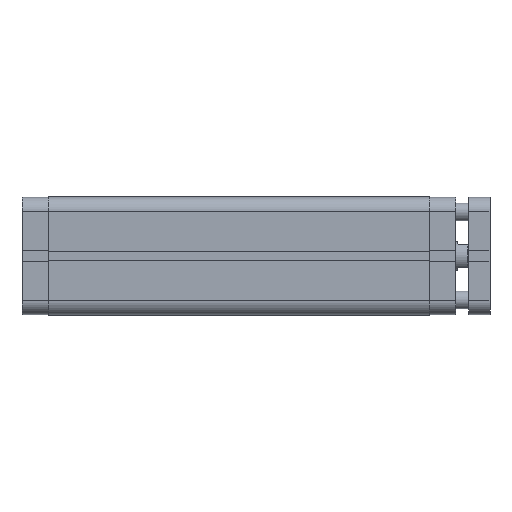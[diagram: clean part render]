
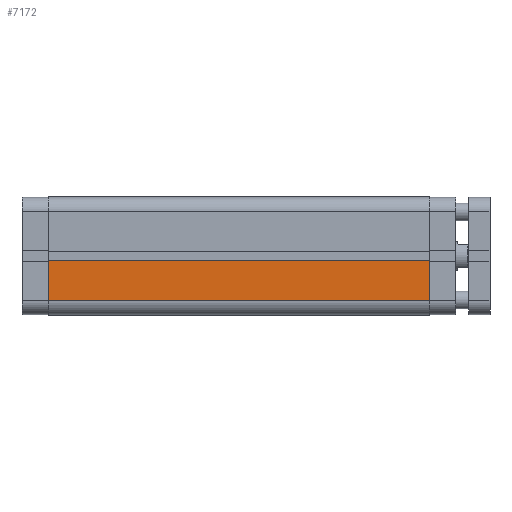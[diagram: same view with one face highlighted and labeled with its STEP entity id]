
A CAD part, front view. The second image highlights one B-rep face of the part: STEP entity #7172.
In plain terms, the highlighted planar face has unit normal (0, -1, 0).
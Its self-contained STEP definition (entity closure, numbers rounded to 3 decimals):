
#261 = VERTEX_POINT ( 'NONE', #703 ) ;
#262 = VERTEX_POINT ( 'NONE', #704 ) ;
#263 = VERTEX_POINT ( 'NONE', #705 ) ;
#264 = VERTEX_POINT ( 'NONE', #706 ) ;
#703 = CARTESIAN_POINT ( 'NONE',  ( -25., -33.5, 0. ) ) ;
#704 = CARTESIAN_POINT ( 'NONE',  ( -25., -33.5, 216.5 ) ) ;
#705 = CARTESIAN_POINT ( 'NONE',  ( -2.6, -33.5, 0. ) ) ;
#706 = CARTESIAN_POINT ( 'NONE',  ( -2.6, -33.5, 216.5 ) ) ;
#2031 = LINE ( 'NONE', #4604, #2032 ) ;
#2032 = VECTOR ( 'NONE', #4605, 1000. ) ;
#2033 = LINE ( 'NONE', #4607, #2034 ) ;
#2034 = VECTOR ( 'NONE', #4608, 1000. ) ;
#2037 = LINE ( 'NONE', #4606, #2041 ) ;
#2039 = LINE ( 'NONE', #4614, #2040 ) ;
#2040 = VECTOR ( 'NONE', #4615, 1000. ) ;
#2041 = VECTOR ( 'NONE', #4617, 1000. ) ;
#2876 = CARTESIAN_POINT ( 'NONE',  ( 0., -33.5, 216.5 ) ) ;
#2877 = PLANE ( 'NONE',  #5521 ) ;
#2879 = DIRECTION ( 'NONE',  ( 0., 1., 0. ) ) ;
#2880 = DIRECTION ( 'NONE',  ( 0., 0., 1. ) ) ;
#3784 = FACE_OUTER_BOUND ( 'NONE', #5838, .T. ) ;
#4604 = CARTESIAN_POINT ( 'NONE',  ( 0., -33.5, 216.5 ) ) ;
#4605 = DIRECTION ( 'NONE',  ( 1., 0., 0. ) ) ;
#4606 = CARTESIAN_POINT ( 'NONE',  ( 0., -33.5, 0. ) ) ;
#4607 = CARTESIAN_POINT ( 'NONE',  ( -25., -33.5, 216.5 ) ) ;
#4608 = DIRECTION ( 'NONE',  ( 0., 0., -1. ) ) ;
#4614 = CARTESIAN_POINT ( 'NONE',  ( -2.6, -33.5, 216.5 ) ) ;
#4615 = DIRECTION ( 'NONE',  ( 0., 0., -1. ) ) ;
#4617 = DIRECTION ( 'NONE',  ( 1., 0., 0. ) ) ;
#5521 = AXIS2_PLACEMENT_3D ( 'NONE', #2876, #2879, #2880 ) ;
#5838 = EDGE_LOOP ( 'NONE', ( #8191, #8192, #8193, #8194 ) ) ;
#6670 = EDGE_CURVE ( 'NONE', #262, #264, #2031, .T. ) ;
#6671 = EDGE_CURVE ( 'NONE', #262, #261, #2033, .T. ) ;
#6674 = EDGE_CURVE ( 'NONE', #264, #263, #2039, .T. ) ;
#6675 = EDGE_CURVE ( 'NONE', #261, #263, #2037, .T. ) ;
#7172 = ADVANCED_FACE ( 'NONE', ( #3784 ), #2877, .F. ) ;
#8191 = ORIENTED_EDGE ( 'NONE', *, *, #6675, .T. ) ;
#8192 = ORIENTED_EDGE ( 'NONE', *, *, #6674, .F. ) ;
#8193 = ORIENTED_EDGE ( 'NONE', *, *, #6670, .F. ) ;
#8194 = ORIENTED_EDGE ( 'NONE', *, *, #6671, .T. ) ;
